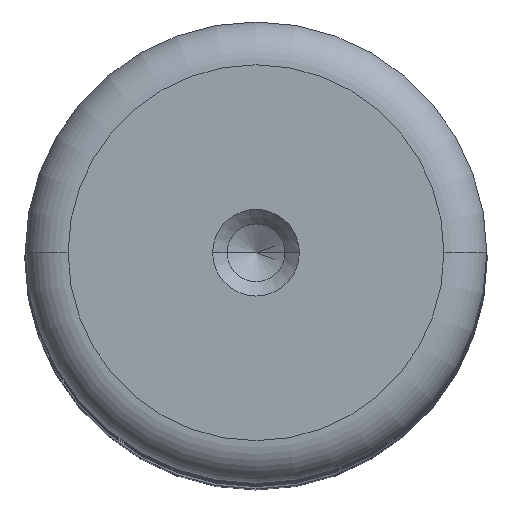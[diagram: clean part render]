
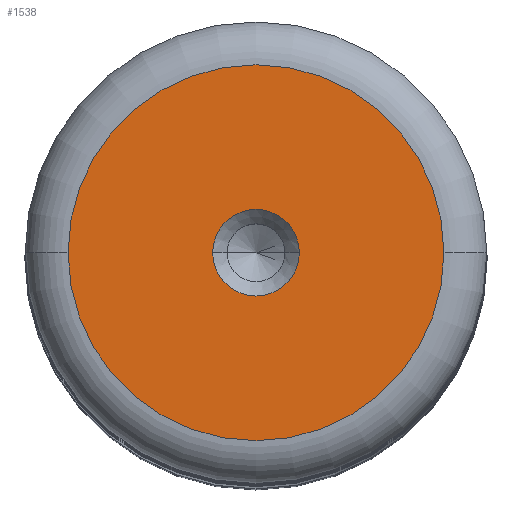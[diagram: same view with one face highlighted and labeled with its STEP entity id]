
A CAD part, top view. The second image highlights one B-rep face of the part: STEP entity #1538.
In plain terms, the highlighted planar face has unit normal (0, 0, 1).
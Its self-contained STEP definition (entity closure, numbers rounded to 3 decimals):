
#30 = DIRECTION ( 'NONE',  ( 0., 0., 1. ) ) ;
#243 = DIRECTION ( 'NONE',  ( 1., 0., 0. ) ) ;
#285 = EDGE_CURVE ( 'NONE', #873, #1178, #869, .T. ) ;
#371 = CIRCLE ( 'NONE', #800, 1.5 ) ;
#458 = CARTESIAN_POINT ( 'NONE',  ( -1.5, 0., 120. ) ) ;
#466 = PLANE ( 'NONE',  #1418 ) ;
#516 = ORIENTED_EDGE ( 'NONE', *, *, #1947, .F. ) ;
#586 = CARTESIAN_POINT ( 'NONE',  ( 0., 0., 120. ) ) ;
#607 = ORIENTED_EDGE ( 'NONE', *, *, #2223, .F. ) ;
#611 = EDGE_CURVE ( 'NONE', #1178, #873, #1858, .T. ) ;
#675 = CARTESIAN_POINT ( 'NONE',  ( 0., 0., 120. ) ) ;
#680 = CARTESIAN_POINT ( 'NONE',  ( 0., 0., 120. ) ) ;
#713 = AXIS2_PLACEMENT_3D ( 'NONE', #2192, #30, #243 ) ;
#716 = FACE_BOUND ( 'NONE', #1068, .T. ) ;
#775 = DIRECTION ( 'NONE',  ( 1., 0., 0. ) ) ;
#800 = AXIS2_PLACEMENT_3D ( 'NONE', #680, #2023, #865 ) ;
#865 = DIRECTION ( 'NONE',  ( 1., 0., 0. ) ) ;
#869 = CIRCLE ( 'NONE', #713, 6.511 ) ;
#873 = VERTEX_POINT ( 'NONE', #1515 ) ;
#970 = CARTESIAN_POINT ( 'NONE',  ( 0., 0., 120. ) ) ;
#1004 = ORIENTED_EDGE ( 'NONE', *, *, #611, .T. ) ;
#1055 = DIRECTION ( 'NONE',  ( 1., 0., 0. ) ) ;
#1068 = EDGE_LOOP ( 'NONE', ( #516, #607 ) ) ;
#1158 = DIRECTION ( 'NONE',  ( 1., 0., 0. ) ) ;
#1178 = VERTEX_POINT ( 'NONE', #2236 ) ;
#1250 = ORIENTED_EDGE ( 'NONE', *, *, #285, .T. ) ;
#1305 = VERTEX_POINT ( 'NONE', #1691 ) ;
#1411 = AXIS2_PLACEMENT_3D ( 'NONE', #970, #2313, #1158 ) ;
#1418 = AXIS2_PLACEMENT_3D ( 'NONE', #675, #2203, #1055 ) ;
#1439 = CIRCLE ( 'NONE', #2171, 1.5 ) ;
#1515 = CARTESIAN_POINT ( 'NONE',  ( 6.511, 0., 120. ) ) ;
#1516 = VERTEX_POINT ( 'NONE', #458 ) ;
#1538 = ADVANCED_FACE ( 'NONE', ( #716, #2244 ), #466, .T. ) ;
#1691 = CARTESIAN_POINT ( 'NONE',  ( 1.5, 0., 120. ) ) ;
#1858 = CIRCLE ( 'NONE', #1411, 6.511 ) ;
#1930 = DIRECTION ( 'NONE',  ( 0., 0., 1. ) ) ;
#1947 = EDGE_CURVE ( 'NONE', #1305, #1516, #371, .T. ) ;
#2023 = DIRECTION ( 'NONE',  ( 0., 0., 1. ) ) ;
#2061 = EDGE_LOOP ( 'NONE', ( #1250, #1004 ) ) ;
#2171 = AXIS2_PLACEMENT_3D ( 'NONE', #586, #1930, #775 ) ;
#2192 = CARTESIAN_POINT ( 'NONE',  ( 0., 0., 120. ) ) ;
#2203 = DIRECTION ( 'NONE',  ( 0., 0., 1. ) ) ;
#2223 = EDGE_CURVE ( 'NONE', #1516, #1305, #1439, .T. ) ;
#2236 = CARTESIAN_POINT ( 'NONE',  ( -6.511, 0., 120. ) ) ;
#2244 = FACE_OUTER_BOUND ( 'NONE', #2061, .T. ) ;
#2313 = DIRECTION ( 'NONE',  ( 0., 0., 1. ) ) ;
